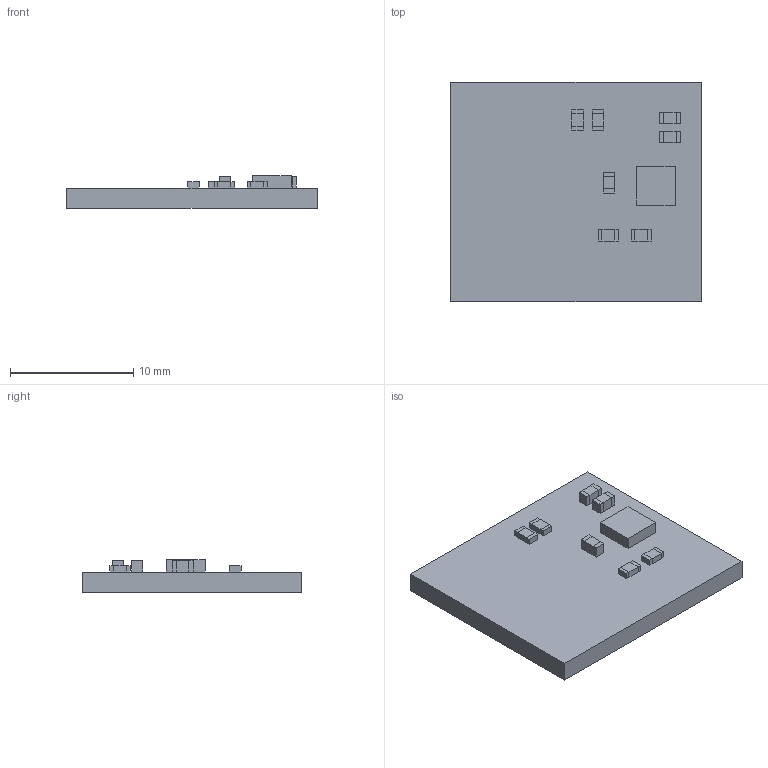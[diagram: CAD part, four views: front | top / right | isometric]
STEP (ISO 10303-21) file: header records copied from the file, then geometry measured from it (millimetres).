
FILE_DESCRIPTION(('Open CASCADE Model'),'2;1');
FILE_NAME('Open CASCADE Shape Model','2018-04-23T20:37:26',('Author'),( 'Open CASCADE'),'Open CASCADE STEP processor 6.5','Open CASCADE 6.5' ,'Unknown');
FILE_SCHEMA(('AUTOMOTIVE_DESIGN { 1 0 10303 214 1 1 1 1 }'));
Length unit declared in the file: millimetre
Products named in the file (28): PCB; Board; U1; 1175837840; Extruded; R4; 1189094528; 1189094656; R3; R2; 1189094912; 1189095296; R1; C3; 1175837456; 1175837712; C2; C1; 1175837968; 1176321728
Assembly tree (40 placements, depth 4):
  PCB
    Board
    U1
      1175837840
        Extruded
    R4
      1189094528
        Extruded
      1189094656  x2
        Extruded
    R3
      1189094528
        Extruded
      1189094656  x2
        Extruded
    R2
      1189094912
        Extruded
      1189095296  x2
        Extruded
    R1
      1189094912
        Extruded
      1189095296  x2
        Extruded
    C3
      1175837456
        Extruded
      1175837712  x2
        Extruded
    C2
      1175837456
        Extruded
      1175837712  x2
        Extruded
    C1
      1175837968
        Extruded
      1176321728  x2
        Extruded
Bounding box: 20.32 x 17.78 x 2.65 mm (x, y, z)
Volume: 611.8 mm3; surface area: 943.9 mm2
Topology: 23 solids, 23 shells, 138 faces, 276 edges, 184 vertices
Faces by surface type: plane 138
Entity records: 3770 total; most frequent: DIRECTION 562, CARTESIAN_POINT 541, LINE 360, VECTOR 360, ORIENTED_EDGE 240, PCURVE 240, DEFINITIONAL_REPRESENTATION 240, EDGE_CURVE 120
